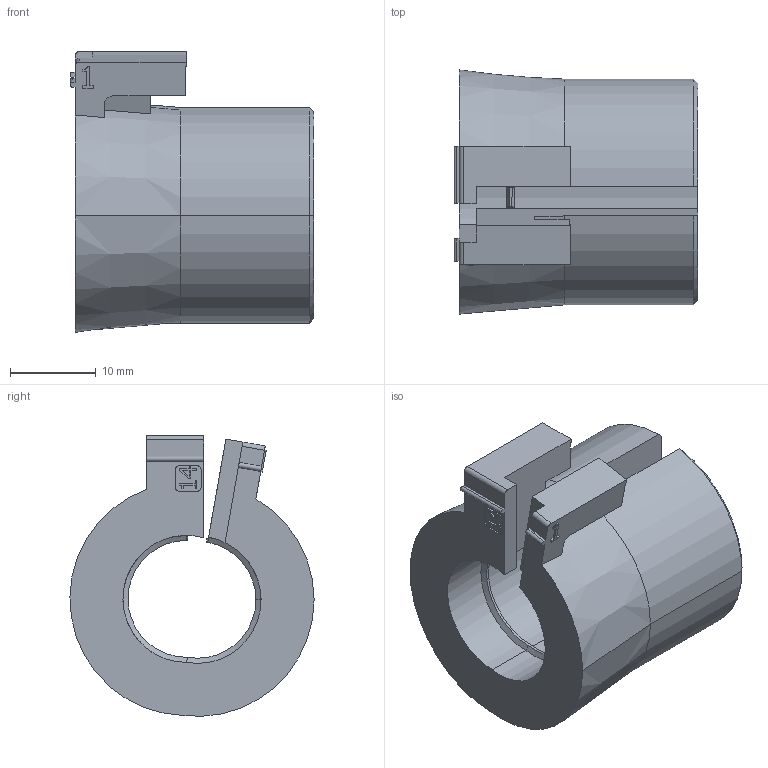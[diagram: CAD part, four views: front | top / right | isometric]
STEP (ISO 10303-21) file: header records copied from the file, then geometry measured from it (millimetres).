
FILE_DESCRIPTION (( 'STEP AP203' ), '1' );
FILE_NAME ('568359.step', '2019-11-21T17:34:15', ( '' ), ( '' ), 'SwSTEP 2.0', 'SolidWorks 2019', '' );
FILE_SCHEMA (( 'CONFIG_CONTROL_DESIGN' ));
Length unit declared in the file: inch
Products named in the file (1): 568359
Bounding box: 28.4 x 28.42 x 32.67 mm (x, y, z)
Volume: 9933 mm3; surface area: 5082.2 mm2
Topology: 1 solids, 1 shells, 129 faces, 344 edges, 222 vertices
Faces by surface type: plane 86, cylinder 29, cone 12, bspline 2
Entity records: 4105 total; most frequent: CARTESIAN_POINT 856, ORIENTED_EDGE 688, DIRECTION 614, EDGE_CURVE 344, VECTOR 258, LINE 258, VERTEX_POINT 222, AXIS2_PLACEMENT_3D 178
